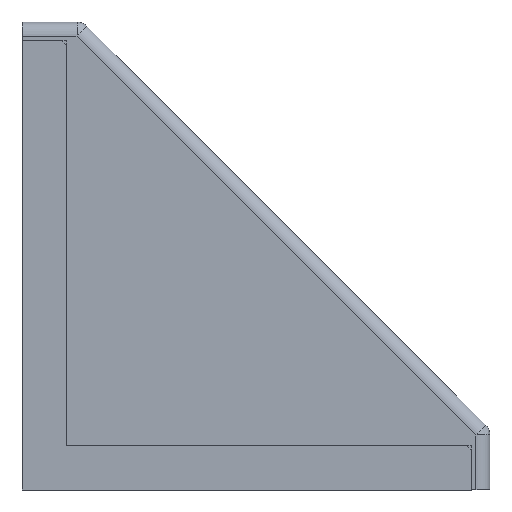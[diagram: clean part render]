
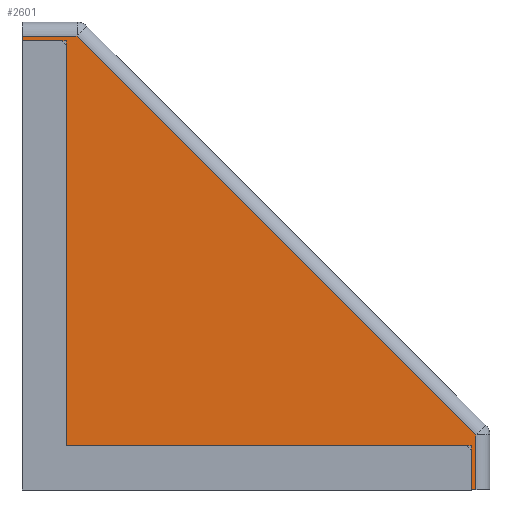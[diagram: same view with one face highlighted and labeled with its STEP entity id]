
A CAD part, left-side view. The second image highlights one B-rep face of the part: STEP entity #2601.
In plain terms, the highlighted planar face has unit normal (-1, 0, 0).
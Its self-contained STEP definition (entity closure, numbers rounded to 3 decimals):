
#17 = DIRECTION ( 'NONE',  ( 0., 1., 0. ) ) ;
#77 = VECTOR ( 'NONE', #2022, 1000. ) ;
#89 = CARTESIAN_POINT ( 'NONE',  ( -23.975, -8.5, 96. ) ) ;
#90 = LINE ( 'NONE', #2076, #1929 ) ;
#171 = ORIENTED_EDGE ( 'NONE', *, *, #1310, .F. ) ;
#185 = CARTESIAN_POINT ( 'NONE',  ( -23.975, 0., 9.5 ) ) ;
#187 = ORIENTED_EDGE ( 'NONE', *, *, #1818, .F. ) ;
#250 = EDGE_CURVE ( 'NONE', #2638, #1556, #461, .T. ) ;
#260 = EDGE_CURVE ( 'NONE', #1110, #2638, #2272, .T. ) ;
#267 = VERTEX_POINT ( 'NONE', #2268 ) ;
#305 = ORIENTED_EDGE ( 'NONE', *, *, #2808, .F. ) ;
#329 = EDGE_CURVE ( 'NONE', #664, #1032, #1654, .T. ) ;
#429 = CARTESIAN_POINT ( 'NONE',  ( -23.975, -96., 8.5 ) ) ;
#461 = LINE ( 'NONE', #1307, #1193 ) ;
#495 = VECTOR ( 'NONE', #2792, 1000. ) ;
#518 = EDGE_CURVE ( 'NONE', #2732, #2097, #1398, .T. ) ;
#583 = VECTOR ( 'NONE', #663, 1000. ) ;
#595 = CARTESIAN_POINT ( 'NONE',  ( -23.975, -97., 11.753 ) ) ;
#663 = DIRECTION ( 'NONE',  ( 0., 0., 1. ) ) ;
#664 = VERTEX_POINT ( 'NONE', #595 ) ;
#680 = VECTOR ( 'NONE', #17, 1000. ) ;
#685 = EDGE_CURVE ( 'NONE', #2919, #1110, #2651, .T. ) ;
#696 = CARTESIAN_POINT ( 'NONE',  ( -23.975, 0., 96. ) ) ;
#702 = ORIENTED_EDGE ( 'NONE', *, *, #518, .T. ) ;
#764 = VECTOR ( 'NONE', #2760, 1000. ) ;
#767 = CARTESIAN_POINT ( 'NONE',  ( -23.975, -95., 9.5 ) ) ;
#779 = CARTESIAN_POINT ( 'NONE',  ( -23.975, 0., 0. ) ) ;
#789 = LINE ( 'NONE', #1811, #2701 ) ;
#816 = VECTOR ( 'NONE', #2128, 1000. ) ;
#831 = LINE ( 'NONE', #1741, #2815 ) ;
#840 = CARTESIAN_POINT ( 'NONE',  ( -23.975, -96., 8.5 ) ) ;
#902 = EDGE_CURVE ( 'NONE', #2241, #2239, #1724, .T. ) ;
#927 = EDGE_CURVE ( 'NONE', #1214, #2097, #1914, .T. ) ;
#974 = VECTOR ( 'NONE', #2685, 1000. ) ;
#1032 = VERTEX_POINT ( 'NONE', #2605 ) ;
#1110 = VERTEX_POINT ( 'NONE', #767 ) ;
#1193 = VECTOR ( 'NONE', #2244, 1000. ) ;
#1199 = CARTESIAN_POINT ( 'NONE',  ( -23.975, -96., 9.5 ) ) ;
#1201 = ORIENTED_EDGE ( 'NONE', *, *, #260, .F. ) ;
#1214 = VERTEX_POINT ( 'NONE', #89 ) ;
#1307 = CARTESIAN_POINT ( 'NONE',  ( -23.975, -9.5, 0. ) ) ;
#1310 = EDGE_CURVE ( 'NONE', #1032, #2241, #1951, .T. ) ;
#1325 = EDGE_CURVE ( 'NONE', #2239, #2919, #831, .T. ) ;
#1398 = LINE ( 'NONE', #2806, #495 ) ;
#1409 = VECTOR ( 'NONE', #1508, 1000. ) ;
#1472 = DIRECTION ( 'NONE',  ( 1., 0., 0. ) ) ;
#1500 = CARTESIAN_POINT ( 'NONE',  ( -23.975, -0.01, 96. ) ) ;
#1506 = ORIENTED_EDGE ( 'NONE', *, *, #902, .F. ) ;
#1508 = DIRECTION ( 'NONE',  ( 0., 1., 0. ) ) ;
#1529 = ORIENTED_EDGE ( 'NONE', *, *, #250, .F. ) ;
#1533 = ORIENTED_EDGE ( 'NONE', *, *, #927, .F. ) ;
#1556 = VERTEX_POINT ( 'NONE', #1908 ) ;
#1654 = LINE ( 'NONE', #2549, #764 ) ;
#1666 = CARTESIAN_POINT ( 'NONE',  ( -23.975, -11.753, 97. ) ) ;
#1704 = PLANE ( 'NONE',  #2544 ) ;
#1724 = LINE ( 'NONE', #429, #583 ) ;
#1741 = CARTESIAN_POINT ( 'NONE',  ( -23.975, -96., 0. ) ) ;
#1811 = CARTESIAN_POINT ( 'NONE',  ( -23.975, 0., 97. ) ) ;
#1818 = EDGE_CURVE ( 'NONE', #2732, #1926, #789, .T. ) ;
#1877 = DIRECTION ( 'NONE',  ( 0., -0.707, -0.707 ) ) ;
#1908 = CARTESIAN_POINT ( 'NONE',  ( -23.975, -9.5, 95. ) ) ;
#1914 = LINE ( 'NONE', #696, #680 ) ;
#1926 = VERTEX_POINT ( 'NONE', #1666 ) ;
#1929 = VECTOR ( 'NONE', #2536, 1000. ) ;
#1936 = DIRECTION ( 'NONE',  ( 0., 1., 0. ) ) ;
#1938 = ORIENTED_EDGE ( 'NONE', *, *, #329, .F. ) ;
#1951 = LINE ( 'NONE', #2281, #974 ) ;
#1964 = CARTESIAN_POINT ( 'NONE',  ( -23.975, -9.5, 9.5 ) ) ;
#2006 = CARTESIAN_POINT ( 'NONE',  ( -23.975, -0.01, 97. ) ) ;
#2022 = DIRECTION ( 'NONE',  ( 0., 1., 0. ) ) ;
#2056 = DIRECTION ( 'NONE',  ( 0., -1., 0. ) ) ;
#2076 = CARTESIAN_POINT ( 'NONE',  ( -23.975, 0., 96. ) ) ;
#2097 = VERTEX_POINT ( 'NONE', #1500 ) ;
#2128 = DIRECTION ( 'NONE',  ( 0., 0., 1. ) ) ;
#2141 = LINE ( 'NONE', #2361, #2945 ) ;
#2142 = ORIENTED_EDGE ( 'NONE', *, *, #1325, .F. ) ;
#2178 = FACE_OUTER_BOUND ( 'NONE', #2315, .T. ) ;
#2211 = CARTESIAN_POINT ( 'NONE',  ( -23.975, -96., 0.01 ) ) ;
#2239 = VERTEX_POINT ( 'NONE', #840 ) ;
#2241 = VERTEX_POINT ( 'NONE', #2211 ) ;
#2244 = DIRECTION ( 'NONE',  ( 0., 0., 1. ) ) ;
#2268 = CARTESIAN_POINT ( 'NONE',  ( -23.975, -9.5, 96. ) ) ;
#2272 = LINE ( 'NONE', #185, #77 ) ;
#2281 = CARTESIAN_POINT ( 'NONE',  ( -23.975, 0., 0.01 ) ) ;
#2315 = EDGE_LOOP ( 'NONE', ( #187, #702, #1533, #305, #2401, #1529, #1201, #2431, #2142, #1506, #171, #1938, #2628 ) ) ;
#2361 = CARTESIAN_POINT ( 'NONE',  ( -23.975, -11.753, 97. ) ) ;
#2401 = ORIENTED_EDGE ( 'NONE', *, *, #2474, .F. ) ;
#2431 = ORIENTED_EDGE ( 'NONE', *, *, #685, .F. ) ;
#2474 = EDGE_CURVE ( 'NONE', #1556, #267, #2798, .T. ) ;
#2536 = DIRECTION ( 'NONE',  ( 0., 1., 0. ) ) ;
#2544 = AXIS2_PLACEMENT_3D ( 'NONE', #779, #1472, #1936 ) ;
#2549 = CARTESIAN_POINT ( 'NONE',  ( -23.975, -97., 0. ) ) ;
#2601 = ADVANCED_FACE ( 'NONE', ( #2178 ), #1704, .F. ) ;
#2605 = CARTESIAN_POINT ( 'NONE',  ( -23.975, -97., 0.01 ) ) ;
#2628 = ORIENTED_EDGE ( 'NONE', *, *, #2957, .F. ) ;
#2638 = VERTEX_POINT ( 'NONE', #1964 ) ;
#2651 = LINE ( 'NONE', #2688, #1409 ) ;
#2685 = DIRECTION ( 'NONE',  ( 0., 1., 0. ) ) ;
#2688 = CARTESIAN_POINT ( 'NONE',  ( -23.975, 0., 9.5 ) ) ;
#2701 = VECTOR ( 'NONE', #2056, 1000. ) ;
#2732 = VERTEX_POINT ( 'NONE', #2006 ) ;
#2738 = DIRECTION ( 'NONE',  ( 0., 0., 1. ) ) ;
#2760 = DIRECTION ( 'NONE',  ( 0., 0., -1. ) ) ;
#2792 = DIRECTION ( 'NONE',  ( 0., 0., -1. ) ) ;
#2798 = LINE ( 'NONE', #2835, #816 ) ;
#2806 = CARTESIAN_POINT ( 'NONE',  ( -23.975, -0.01, 93. ) ) ;
#2808 = EDGE_CURVE ( 'NONE', #267, #1214, #90, .T. ) ;
#2815 = VECTOR ( 'NONE', #2738, 1000. ) ;
#2835 = CARTESIAN_POINT ( 'NONE',  ( -23.975, -9.5, 0. ) ) ;
#2919 = VERTEX_POINT ( 'NONE', #1199 ) ;
#2945 = VECTOR ( 'NONE', #1877, 1000. ) ;
#2957 = EDGE_CURVE ( 'NONE', #1926, #664, #2141, .T. ) ;
